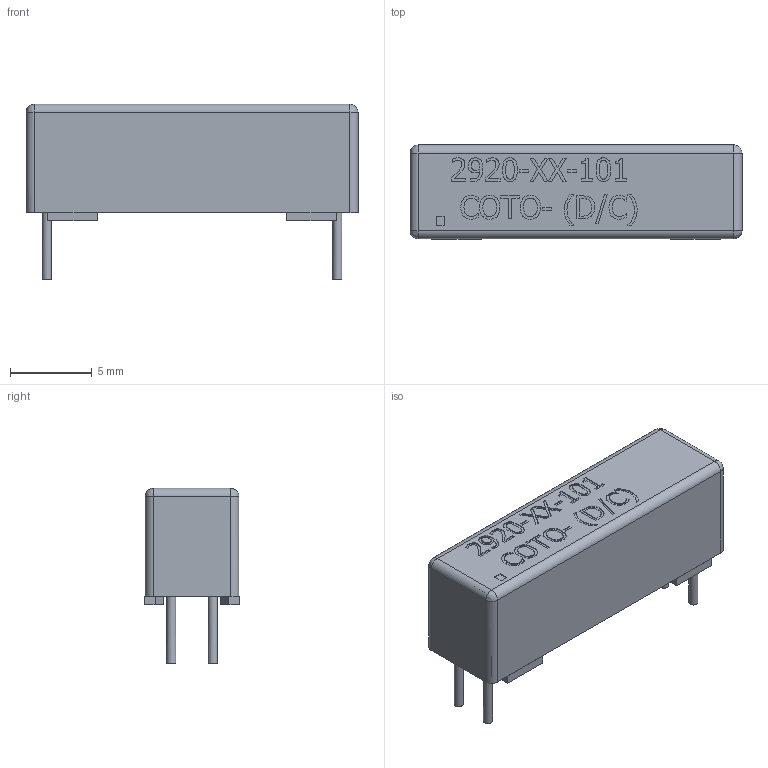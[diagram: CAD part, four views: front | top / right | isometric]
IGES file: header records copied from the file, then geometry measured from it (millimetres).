
Global section: file name: No Iges File Name specified; native system: Autodesk Inventor 2013; preprocessor: AutoDesk Inventor Iges Exporter R2013; author: odafonseca; date: 20130610.113423; units: inch
Bounding box: 20.32 x 5.79 x 10.74 mm (x, y, z)
Volume: 777.8 mm3; surface area: 1452.8 mm2
Topology: 2 solids, 2 shells, 370 faces, 975 edges, 634 vertices
Faces by surface type: bspline 370
